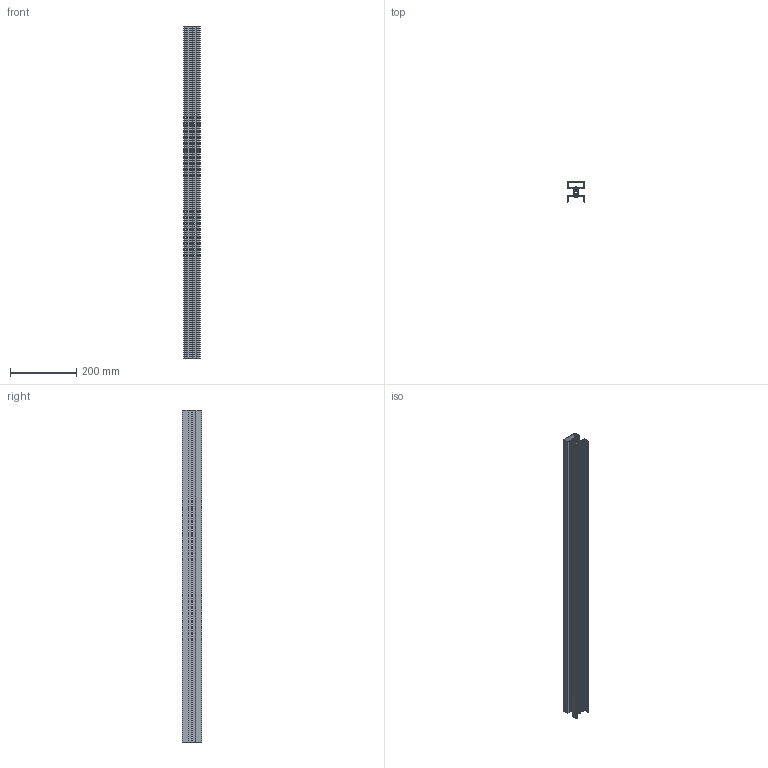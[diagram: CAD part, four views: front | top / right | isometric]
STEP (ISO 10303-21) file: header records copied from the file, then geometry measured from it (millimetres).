
FILE_DESCRIPTION (( 'STEP AP214' ), '1' );
FILE_NAME ('AL_RP6001-6000.STEP', '2024-04-03T06:56:05', ( '' ), ( '' ), 'SwSTEP 2.0', 'SolidWorks 2019', '' );
FILE_SCHEMA (( 'AUTOMOTIVE_DESIGN' ));
Length unit declared in the file: millimetre
Products named in the file (1): AL_RP6001-6000
Bounding box: 50 x 59.51 x 1000 mm (x, y, z)
Volume: 504911.2 mm3; surface area: 607532.9 mm2
Topology: 1 solids, 1 shells, 289 faces, 861 edges, 574 vertices
Faces by surface type: cylinder 177, plane 112
Entity records: 9891 total; most frequent: DIRECTION 1795, CARTESIAN_POINT 1725, ORIENTED_EDGE 1722, EDGE_CURVE 861, AXIS2_PLACEMENT_3D 644, VERTEX_POINT 574, VECTOR 507, LINE 507
